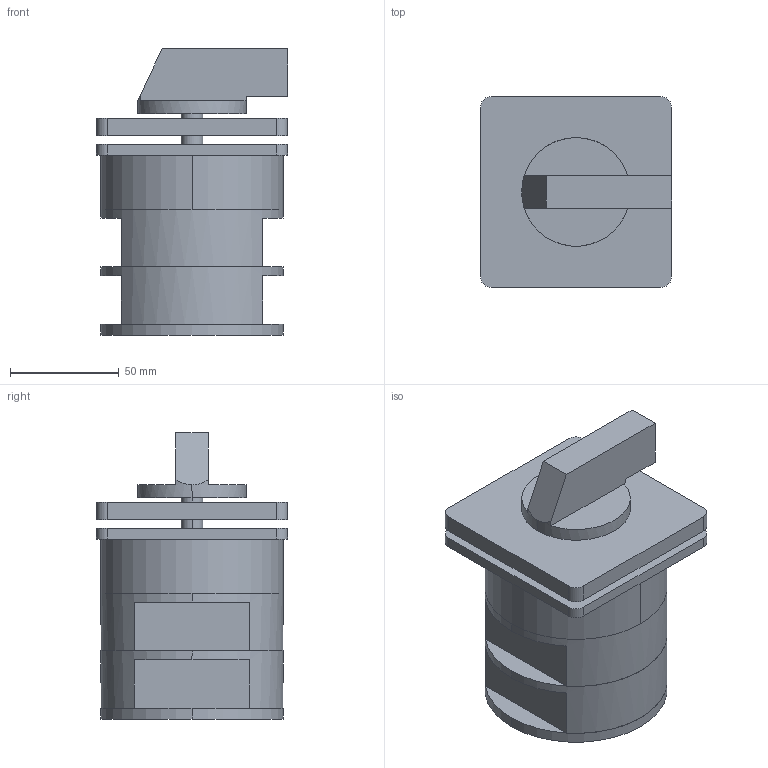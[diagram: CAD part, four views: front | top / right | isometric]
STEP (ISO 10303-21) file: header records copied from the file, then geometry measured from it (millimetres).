
FILE_DESCRIPTION((''),'2;1');
FILE_NAME('LW26-125_M3_2__ASM','2024-10-25T',('xiaokai.shi'),(''),'PRO/ENGINEER BY PARAMETRIC TECHNOLOGY CORPORATION, 2017170','PRO/ENGINEER BY PARAMETRIC TECHNOLOGY CORPORATION, 2017170','');
FILE_SCHEMA(('CONFIG_CONTROL_DESIGN'));
Length unit declared in the file: millimetre
Products named in the file (8): ANZHUANGBAN_2; MIANBAN_2; ZHONGJIE_2; ZHOU_2; SHOUBING_2; DIBAN_2; LW26-125_ASM_1_ASM; LW26-125_M3_2__ASM
Assembly tree (8 placements, depth 3):
  LW26-125_M3_2__ASM
    LW26-125_ASM_1_ASM
      ANZHUANGBAN_2
      MIANBAN_2
      ZHONGJIE_2  x2
      ZHOU_2
      SHOUBING_2
      DIBAN_2
Bounding box: 88 x 88 x 132 mm (x, y, z)
Volume: 562683.7 mm3; surface area: 101959.1 mm2
Topology: 7 solids, 7 shells, 71 faces, 164 edges, 108 vertices
Faces by surface type: plane 41, cylinder 30
Entity records: 2061 total; most frequent: DIRECTION 378, CARTESIAN_POINT 335, ORIENTED_EDGE 292, AXIS2_PLACEMENT_3D 148, EDGE_CURVE 146, VERTEX_POINT 96, VECTOR 82, LINE 82
